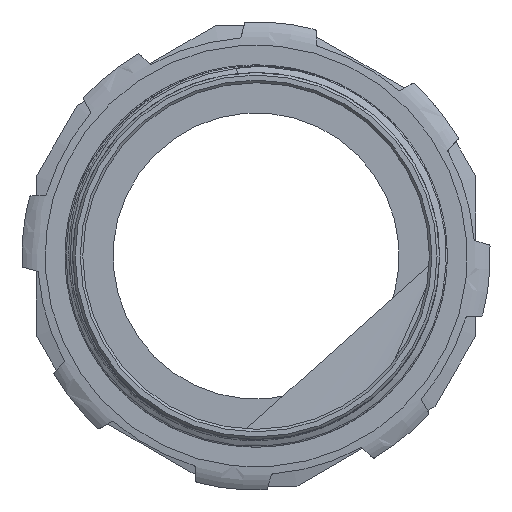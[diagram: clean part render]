
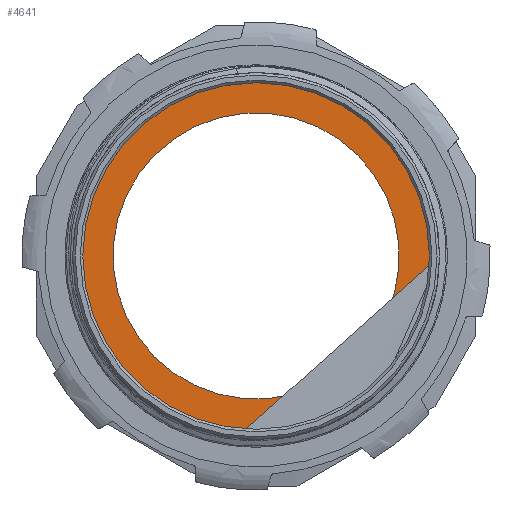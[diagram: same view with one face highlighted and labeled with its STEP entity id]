
A CAD part, front view. The second image highlights one B-rep face of the part: STEP entity #4641.
In plain terms, the highlighted planar face has unit normal (0, -1, 0).
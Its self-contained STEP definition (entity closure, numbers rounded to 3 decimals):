
#148=FACE_BOUND('',#540,.T.);
#170=PLANE('',#4941);
#275=FACE_OUTER_BOUND('',#539,.T.);
#539=EDGE_LOOP('',(#2962));
#540=EDGE_LOOP('',(#2963));
#816=CIRCLE('',#4942,33.9);
#817=CIRCLE('',#4943,28.);
#1782=VERTEX_POINT('',#6982);
#1783=VERTEX_POINT('',#6984);
#2255=EDGE_CURVE('',#1782,#1782,#816,.T.);
#2256=EDGE_CURVE('',#1783,#1783,#817,.T.);
#2962=ORIENTED_EDGE('',*,*,#2255,.F.);
#2963=ORIENTED_EDGE('',*,*,#2256,.T.);
#4641=ADVANCED_FACE('',(#275,#148),#170,.F.);
#4941=AXIS2_PLACEMENT_3D('',#6981,#5317,#5318);
#4942=AXIS2_PLACEMENT_3D('',#6983,#5319,#5320);
#4943=AXIS2_PLACEMENT_3D('',#6985,#5321,#5322);
#5317=DIRECTION('center_axis',(0.,1.,0.));
#5318=DIRECTION('ref_axis',(0.,0.,1.));
#5319=DIRECTION('center_axis',(0.,1.,0.));
#5320=DIRECTION('ref_axis',(1.,0.,0.));
#5321=DIRECTION('center_axis',(0.,1.,0.));
#5322=DIRECTION('ref_axis',(1.,0.,0.));
#6981=CARTESIAN_POINT('Origin',(6.663,-2.693,0.));
#6982=CARTESIAN_POINT('',(40.563,-2.693,0.));
#6983=CARTESIAN_POINT('Origin',(6.663,-2.693,0.));
#6984=CARTESIAN_POINT('',(-9.43,-2.693,-22.913));
#6985=CARTESIAN_POINT('Origin',(6.663,-2.693,0.));
